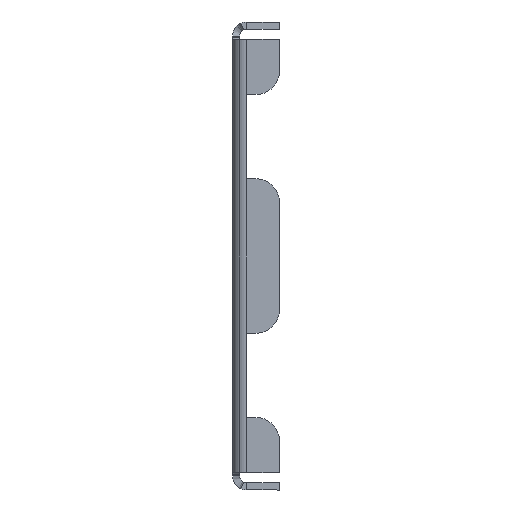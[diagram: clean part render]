
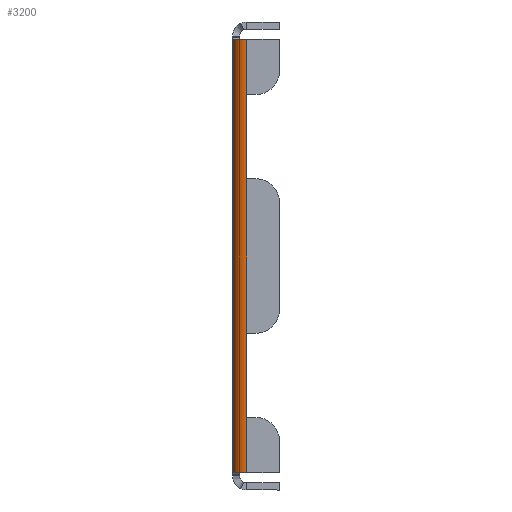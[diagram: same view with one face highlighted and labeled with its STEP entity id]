
A CAD part, left-side view. The second image highlights one B-rep face of the part: STEP entity #3200.
In plain terms, the highlighted cylindrical face has radius 3 mm (diameter 6 mm), a partial arc.
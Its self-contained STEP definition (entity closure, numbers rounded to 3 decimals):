
#42 = VERTEX_POINT ( 'NONE', #1885 ) ;
#62 = VERTEX_POINT ( 'NONE', #413 ) ;
#150 = LINE ( 'NONE', #2549, #2030 ) ;
#324 = EDGE_CURVE ( 'NONE', #2709, #1798, #3194, .T. ) ;
#329 = DIRECTION ( 'NONE',  ( 0., 0., -1. ) ) ;
#391 = CARTESIAN_POINT ( 'NONE',  ( -423.5, -3., 0. ) ) ;
#413 = CARTESIAN_POINT ( 'NONE',  ( -420.5, 0., 46.608 ) ) ;
#429 = VECTOR ( 'NONE', #3221, 1000. ) ;
#446 = EDGE_LOOP ( 'NONE', ( #2020, #2267, #1874, #1873, #2617, #2108, #602, #2762, #2701, #1079 ) ) ;
#464 = CARTESIAN_POINT ( 'NONE',  ( -420.5, 0., 46.608 ) ) ;
#514 = CYLINDRICAL_SURFACE ( 'NONE', #2469, 3. ) ;
#551 = LINE ( 'NONE', #2683, #1464 ) ;
#602 = ORIENTED_EDGE ( 'NONE', *, *, #1060, .F. ) ;
#664 = VERTEX_POINT ( 'NONE', #2421 ) ;
#676 = EDGE_CURVE ( 'NONE', #2041, #2650, #1271, .T. ) ;
#736 = DIRECTION ( 'NONE',  ( 0., 0., -1. ) ) ;
#789 = B_SPLINE_CURVE_WITH_KNOTS ( 'NONE', 3,
 ( #464, #1671, #2898, #2880 ),
 .UNSPECIFIED., .F., .F.,
 ( 4, 4 ),
 ( 0., 1. ),
 .UNSPECIFIED. ) ;
#797 = CARTESIAN_POINT ( 'NONE',  ( -420.5, -3., 93.282 ) ) ;
#886 = DIRECTION ( 'NONE',  ( 0., 0., -1. ) ) ;
#1007 = EDGE_CURVE ( 'NONE', #62, #3656, #789, .T. ) ;
#1041 = DIRECTION ( 'NONE',  ( -1., 0., 0. ) ) ;
#1060 = EDGE_CURVE ( 'NONE', #1798, #664, #2003, .T. ) ;
#1079 = ORIENTED_EDGE ( 'NONE', *, *, #1007, .F. ) ;
#1137 = CARTESIAN_POINT ( 'NONE',  ( -423.5, -3., 0. ) ) ;
#1197 = CIRCLE ( 'NONE', #2023, 3. ) ;
#1271 = LINE ( 'NONE', #3157, #1737 ) ;
#1287 = CARTESIAN_POINT ( 'NONE',  ( -423.5, -3., -16.5 ) ) ;
#1318 = CARTESIAN_POINT ( 'NONE',  ( -423.5, -3., 34.5 ) ) ;
#1464 = VECTOR ( 'NONE', #886, 1000. ) ;
#1468 = EDGE_CURVE ( 'NONE', #42, #3871, #1680, .T. ) ;
#1511 = VECTOR ( 'NONE', #1592, 1000. ) ;
#1592 = DIRECTION ( 'NONE',  ( 0., 0., -1. ) ) ;
#1618 = CARTESIAN_POINT ( 'NONE',  ( -423.5, -3., -34.5 ) ) ;
#1671 = CARTESIAN_POINT ( 'NONE',  ( -420.992, 0., 46.438 ) ) ;
#1680 = B_SPLINE_CURVE_WITH_KNOTS ( 'NONE', 3,
 ( #3450, #3156, #2521, #2874, #2546, #3740 ),
 .UNSPECIFIED., .F., .F.,
 ( 4, 2, 4 ),
 ( 0., 0.5, 1. ),
 .UNSPECIFIED. ) ;
#1682 = CARTESIAN_POINT ( 'NONE',  ( -423.5, -3., 0. ) ) ;
#1737 = VECTOR ( 'NONE', #736, 1000. ) ;
#1791 = EDGE_CURVE ( 'NONE', #3656, #2709, #2991, .T. ) ;
#1798 = VERTEX_POINT ( 'NONE', #1318 ) ;
#1857 = EDGE_CURVE ( 'NONE', #2650, #3803, #3392, .T. ) ;
#1873 = ORIENTED_EDGE ( 'NONE', *, *, #1857, .F. ) ;
#1874 = ORIENTED_EDGE ( 'NONE', *, *, #2678, .F. ) ;
#1885 = CARTESIAN_POINT ( 'NONE',  ( -421.713, -0.256, -46.346 ) ) ;
#1952 = EDGE_CURVE ( 'NONE', #664, #2041, #551, .T. ) ;
#1963 = CARTESIAN_POINT ( 'NONE',  ( -423.5, -3., -46.346 ) ) ;
#2003 = LINE ( 'NONE', #1137, #429 ) ;
#2020 = ORIENTED_EDGE ( 'NONE', *, *, #3058, .T. ) ;
#2023 = AXIS2_PLACEMENT_3D ( 'NONE', #2116, #329, #2449 ) ;
#2030 = VECTOR ( 'NONE', #3764, 1000. ) ;
#2041 = VERTEX_POINT ( 'NONE', #1287 ) ;
#2108 = ORIENTED_EDGE ( 'NONE', *, *, #1952, .F. ) ;
#2116 = CARTESIAN_POINT ( 'NONE',  ( -420.5, -3., -46.346 ) ) ;
#2267 = ORIENTED_EDGE ( 'NONE', *, *, #1468, .F. ) ;
#2347 = FACE_OUTER_BOUND ( 'NONE', #446, .T. ) ;
#2348 = VECTOR ( 'NONE', #2890, 1000. ) ;
#2421 = CARTESIAN_POINT ( 'NONE',  ( -423.5, -3., 16.5 ) ) ;
#2449 = DIRECTION ( 'NONE',  ( -1., 0., 0. ) ) ;
#2469 = AXIS2_PLACEMENT_3D ( 'NONE', #797, #3217, #3821 ) ;
#2521 = CARTESIAN_POINT ( 'NONE',  ( -421.21, -0.078, -46.412 ) ) ;
#2546 = CARTESIAN_POINT ( 'NONE',  ( -420.63, 0., -46.55 ) ) ;
#2549 = CARTESIAN_POINT ( 'NONE',  ( -420.5, 0., 0. ) ) ;
#2617 = ORIENTED_EDGE ( 'NONE', *, *, #676, .F. ) ;
#2650 = VERTEX_POINT ( 'NONE', #1618 ) ;
#2678 = EDGE_CURVE ( 'NONE', #3803, #42, #1197, .T. ) ;
#2683 = CARTESIAN_POINT ( 'NONE',  ( -423.5, -3., 0. ) ) ;
#2701 = ORIENTED_EDGE ( 'NONE', *, *, #1791, .F. ) ;
#2709 = VERTEX_POINT ( 'NONE', #2730 ) ;
#2730 = CARTESIAN_POINT ( 'NONE',  ( -423.5, -3., 46.346 ) ) ;
#2762 = ORIENTED_EDGE ( 'NONE', *, *, #324, .F. ) ;
#2819 = DIRECTION ( 'NONE',  ( 0., 0., 1. ) ) ;
#2874 = CARTESIAN_POINT ( 'NONE',  ( -420.8, -0.008, -46.499 ) ) ;
#2880 = CARTESIAN_POINT ( 'NONE',  ( -421.713, -0.256, 46.346 ) ) ;
#2890 = DIRECTION ( 'NONE',  ( 0., 0., -1. ) ) ;
#2898 = CARTESIAN_POINT ( 'NONE',  ( -421.403, -0.119, 46.351 ) ) ;
#2991 = CIRCLE ( 'NONE', #3052, 3. ) ;
#3052 = AXIS2_PLACEMENT_3D ( 'NONE', #3411, #2819, #1041 ) ;
#3058 = EDGE_CURVE ( 'NONE', #62, #3871, #150, .T. ) ;
#3156 = CARTESIAN_POINT ( 'NONE',  ( -421.451, -0.14, -46.376 ) ) ;
#3157 = CARTESIAN_POINT ( 'NONE',  ( -423.5, -3., 0. ) ) ;
#3194 = LINE ( 'NONE', #1682, #2348 ) ;
#3200 = ADVANCED_FACE ( 'NONE', ( #2347 ), #514, .T. ) ;
#3217 = DIRECTION ( 'NONE',  ( 0., 0., -1. ) ) ;
#3221 = DIRECTION ( 'NONE',  ( 0., 0., -1. ) ) ;
#3392 = LINE ( 'NONE', #391, #1511 ) ;
#3411 = CARTESIAN_POINT ( 'NONE',  ( -420.5, -3., 46.346 ) ) ;
#3450 = CARTESIAN_POINT ( 'NONE',  ( -421.713, -0.256, -46.346 ) ) ;
#3656 = VERTEX_POINT ( 'NONE', #3661 ) ;
#3661 = CARTESIAN_POINT ( 'NONE',  ( -421.713, -0.256, 46.346 ) ) ;
#3740 = CARTESIAN_POINT ( 'NONE',  ( -420.5, 0., -46.608 ) ) ;
#3764 = DIRECTION ( 'NONE',  ( 0., 0., -1. ) ) ;
#3803 = VERTEX_POINT ( 'NONE', #1963 ) ;
#3821 = DIRECTION ( 'NONE',  ( -1., 0., 0. ) ) ;
#3823 = CARTESIAN_POINT ( 'NONE',  ( -420.5, 0., -46.608 ) ) ;
#3871 = VERTEX_POINT ( 'NONE', #3823 ) ;
